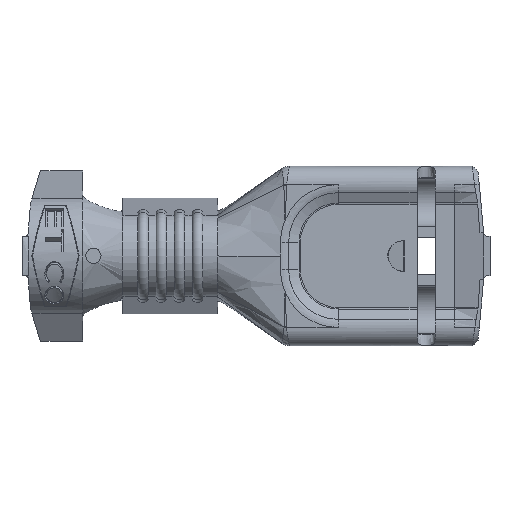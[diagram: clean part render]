
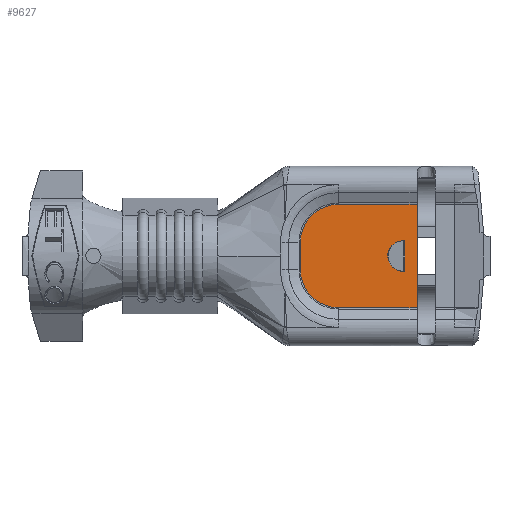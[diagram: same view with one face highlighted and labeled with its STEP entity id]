
A CAD part, front view. The second image highlights one B-rep face of the part: STEP entity #9627.
In plain terms, the highlighted planar face has unit normal (0, -1, 0).
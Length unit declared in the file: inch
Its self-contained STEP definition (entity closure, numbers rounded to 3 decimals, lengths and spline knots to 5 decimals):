
#4 = DIRECTION ( 'NONE',  ( 0., 0., -1. ) ) ;
#519 = EDGE_CURVE ( 'NONE', #12029, #2700, #8282, .T. ) ;
#567 = VECTOR ( 'NONE', #3936, 39.37008 ) ;
#833 = AXIS2_PLACEMENT_3D ( 'NONE', #11406, #4223, #12607 ) ;
#1557 = ORIENTED_EDGE ( 'NONE', *, *, #2644, .T. ) ;
#1597 = CARTESIAN_POINT ( 'NONE',  ( -0.13, 0., 0.02484 ) ) ;
#1736 = DIRECTION ( 'NONE',  ( 1., 0., 0. ) ) ;
#2076 = CARTESIAN_POINT ( 'NONE',  ( -0.302, 0., -0.085 ) ) ;
#2079 = ORIENTED_EDGE ( 'NONE', *, *, #15330, .T. ) ;
#2223 = CARTESIAN_POINT ( 'NONE',  ( -0.11, 0., -0.085 ) ) ;
#2262 = VECTOR ( 'NONE', #4, 39.37008 ) ;
#2346 = ORIENTED_EDGE ( 'NONE', *, *, #7938, .F. ) ;
#2644 = EDGE_CURVE ( 'NONE', #12691, #10929, #13779, .T. ) ;
#2700 = VERTEX_POINT ( 'NONE', #7851 ) ;
#2860 = CARTESIAN_POINT ( 'NONE',  ( -0.15816, 0., 0. ) ) ;
#3467 = VERTEX_POINT ( 'NONE', #3510 ) ;
#3510 = CARTESIAN_POINT ( 'NONE',  ( -0.302, 0., -0.0225 ) ) ;
#3936 = DIRECTION ( 'NONE',  ( 0., 0., 1. ) ) ;
#4022 = DIRECTION ( 'NONE',  ( 0., -1., 0. ) ) ;
#4161 = VECTOR ( 'NONE', #15236, 39.37008 ) ;
#4162 = CARTESIAN_POINT ( 'NONE',  ( -0.2395, 0., -0.085 ) ) ;
#4223 = DIRECTION ( 'NONE',  ( 0., -1., 0. ) ) ;
#4458 = VECTOR ( 'NONE', #14202, 39.37008 ) ;
#4619 = CARTESIAN_POINT ( 'NONE',  ( -0.2395, 0., -0.085 ) ) ;
#4894 = CARTESIAN_POINT ( 'NONE',  ( -0.15816, 0., 0.01599 ) ) ;
#5603 = CARTESIAN_POINT ( 'NONE',  ( -0.2395, 0., 0.085 ) ) ;
#6000 = CARTESIAN_POINT ( 'NONE',  ( -0.11, 0., 0.085 ) ) ;
#6163 = CARTESIAN_POINT ( 'NONE',  ( -0.11, 0., -0.135 ) ) ;
#6381 = EDGE_LOOP ( 'NONE', ( #2346, #7031, #2079, #10827, #1557, #6725 ) ) ;
#6725 = ORIENTED_EDGE ( 'NONE', *, *, #8684, .T. ) ;
#6732 = CARTESIAN_POINT ( 'NONE',  ( -0.15816, 0., 0. ) ) ;
#6919 = LINE ( 'NONE', #6163, #567 ) ;
#7031 = ORIENTED_EDGE ( 'NONE', *, *, #7850, .T. ) ;
#7155 = CARTESIAN_POINT ( 'NONE',  ( -0.2395, 0., 0.085 ) ) ;
#7535 = CIRCLE ( 'NONE', #12247, 0.0625 ) ;
#7797 = ORIENTED_EDGE ( 'NONE', *, *, #8150, .T. ) ;
#7850 = EDGE_CURVE ( 'NONE', #9704, #12715, #14478, .T. ) ;
#7851 = CARTESIAN_POINT ( 'NONE',  ( -0.13, 0., -0.02484 ) ) ;
#7938 = EDGE_CURVE ( 'NONE', #9704, #8551, #13738, .T. ) ;
#7940 = CARTESIAN_POINT ( 'NONE',  ( -0.13, 0., -0.02484 ) ) ;
#8150 = EDGE_CURVE ( 'NONE', #12656, #2700, #11459, .T. ) ;
#8165 = DIRECTION ( 'NONE',  ( 0., -1., 0. ) ) ;
#8282 =( BOUNDED_CURVE ( )  B_SPLINE_CURVE ( 3, ( #6732, #13935, #15157, #7940 ),
 .UNSPECIFIED., .F., .T. ) 
 B_SPLINE_CURVE_WITH_KNOTS ( ( 4, 4 ),
 ( 3.14159, 4.82526 ),
 .UNSPECIFIED. ) 
 CURVE ( )  GEOMETRIC_REPRESENTATION_ITEM ( )  RATIONAL_B_SPLINE_CURVE ( ( 1., 0.777, 0.777, 1. ) ) 
 REPRESENTATION_ITEM ( '' )  );
#8551 = VERTEX_POINT ( 'NONE', #6000 ) ;
#8684 = EDGE_CURVE ( 'NONE', #10929, #8551, #6919, .T. ) ;
#8802 = ORIENTED_EDGE ( 'NONE', *, *, #12870, .F. ) ;
#9627 = ADVANCED_FACE ( 'NONE', ( #13510, #14249 ), #11797, .T. ) ;
#9648 = CARTESIAN_POINT ( 'NONE',  ( -0.13, 0., 0.02484 ) ) ;
#9704 = VERTEX_POINT ( 'NONE', #7155 ) ;
#9810 =( BOUNDED_CURVE ( )  B_SPLINE_CURVE ( 3, ( #9648, #14224, #4894, #13284 ),
 .UNSPECIFIED., .F., .F. ) 
 B_SPLINE_CURVE_WITH_KNOTS ( ( 4, 4 ),
 ( 1.45792, 3.14159 ),
 .UNSPECIFIED. ) 
 CURVE ( )  GEOMETRIC_REPRESENTATION_ITEM ( )  RATIONAL_B_SPLINE_CURVE ( ( 1., 0.777, 0.777, 1. ) ) 
 REPRESENTATION_ITEM ( '' )  );
#10133 = CARTESIAN_POINT ( 'NONE',  ( -0.302, 0., 0.0225 ) ) ;
#10423 = EDGE_LOOP ( 'NONE', ( #7797, #10971, #8802 ) ) ;
#10746 = CARTESIAN_POINT ( 'NONE',  ( -0.13, 0., 0. ) ) ;
#10827 = ORIENTED_EDGE ( 'NONE', *, *, #12000, .T. ) ;
#10929 = VERTEX_POINT ( 'NONE', #2223 ) ;
#10960 = VECTOR ( 'NONE', #1736, 39.37008 ) ;
#10971 = ORIENTED_EDGE ( 'NONE', *, *, #519, .F. ) ;
#11196 = CARTESIAN_POINT ( 'NONE',  ( -0.2395, 0., -0.0225 ) ) ;
#11406 = CARTESIAN_POINT ( 'NONE',  ( -0.2395, 0., 0.0225 ) ) ;
#11459 = LINE ( 'NONE', #10746, #2262 ) ;
#11797 = PLANE ( 'NONE',  #14644 ) ;
#12000 = EDGE_CURVE ( 'NONE', #3467, #12691, #7535, .T. ) ;
#12029 = VERTEX_POINT ( 'NONE', #2860 ) ;
#12247 = AXIS2_PLACEMENT_3D ( 'NONE', #11196, #4022, #12391 ) ;
#12391 = DIRECTION ( 'NONE',  ( 0., 0., -1. ) ) ;
#12397 = CARTESIAN_POINT ( 'NONE',  ( -0.2395, 0., -0.085 ) ) ;
#12607 = DIRECTION ( 'NONE',  ( 0., 0., 1. ) ) ;
#12656 = VERTEX_POINT ( 'NONE', #1597 ) ;
#12691 = VERTEX_POINT ( 'NONE', #12397 ) ;
#12715 = VERTEX_POINT ( 'NONE', #10133 ) ;
#12870 = EDGE_CURVE ( 'NONE', #12656, #12029, #9810, .T. ) ;
#13284 = CARTESIAN_POINT ( 'NONE',  ( -0.15816, 0., 0. ) ) ;
#13510 = FACE_BOUND ( 'NONE', #10423, .T. ) ;
#13674 = LINE ( 'NONE', #2076, #4458 ) ;
#13738 = LINE ( 'NONE', #5603, #4161 ) ;
#13779 = LINE ( 'NONE', #4162, #10960 ) ;
#13935 = CARTESIAN_POINT ( 'NONE',  ( -0.15816, 0., -0.01599 ) ) ;
#14202 = DIRECTION ( 'NONE',  ( 0., 0., -1. ) ) ;
#14221 = DIRECTION ( 'NONE',  ( 0., 0., -1. ) ) ;
#14224 = CARTESIAN_POINT ( 'NONE',  ( -0.14609, 0., 0.02664 ) ) ;
#14249 = FACE_OUTER_BOUND ( 'NONE', #6381, .T. ) ;
#14478 = CIRCLE ( 'NONE', #833, 0.0625 ) ;
#14644 = AXIS2_PLACEMENT_3D ( 'NONE', #4619, #8165, #14221 ) ;
#15157 = CARTESIAN_POINT ( 'NONE',  ( -0.14609, 0., -0.02664 ) ) ;
#15236 = DIRECTION ( 'NONE',  ( 1., 0., 0. ) ) ;
#15330 = EDGE_CURVE ( 'NONE', #12715, #3467, #13674, .T. ) ;
